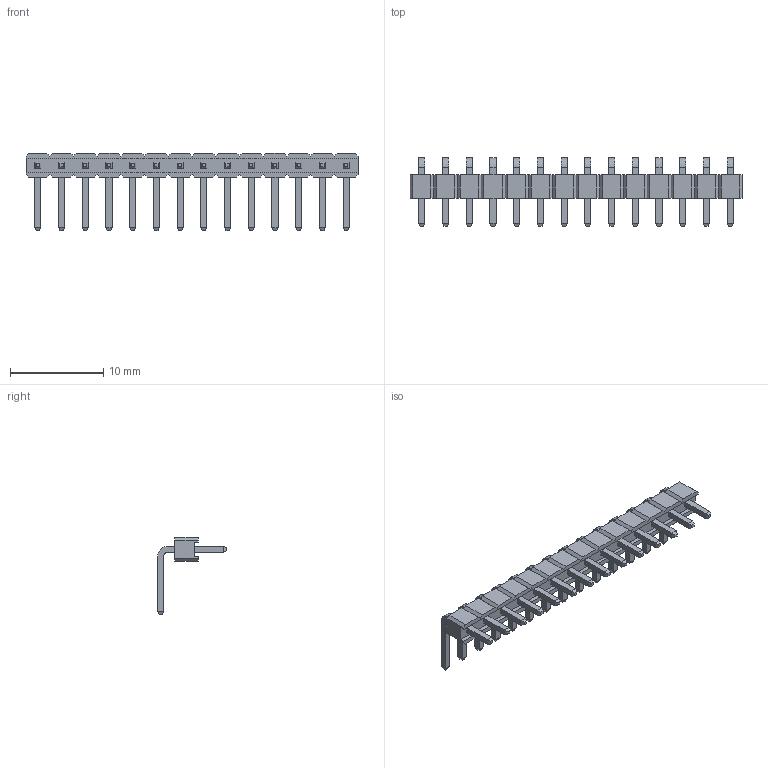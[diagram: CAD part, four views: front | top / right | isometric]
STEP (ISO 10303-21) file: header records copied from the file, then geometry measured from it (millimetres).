
FILE_DESCRIPTION (( 'STEP AP214' ), '1' );
FILE_NAME ('SW3dPS-0.1inch pin strip right angle.STEP', '2009-09-17T21:53:09', ( 'sysAdmin' ), ( 'SolidWorks' ), 'SwSTEP 2.0', 'SolidWorks 2009', '' );
FILE_SCHEMA (( 'AUTOMOTIVE_DESIGN' ));
Length unit declared in the file: millimetre
Products named in the file (1): SW3dPS-0.1inch pin strip right angle
Bounding box: 35.56 x 7.33 x 8.27 mm (x, y, z)
Volume: 262.6 mm3; surface area: 821.4 mm2
Topology: 1 solids, 1 shells, 400 faces, 998 edges, 628 vertices
Faces by surface type: plane 372, cylinder 28
Entity records: 12608 total; most frequent: CARTESIAN_POINT 2027, ORIENTED_EDGE 1996, DIRECTION 1856, EDGE_CURVE 998, VECTOR 942, LINE 942, VERTEX_POINT 628, AXIS2_PLACEMENT_3D 457
